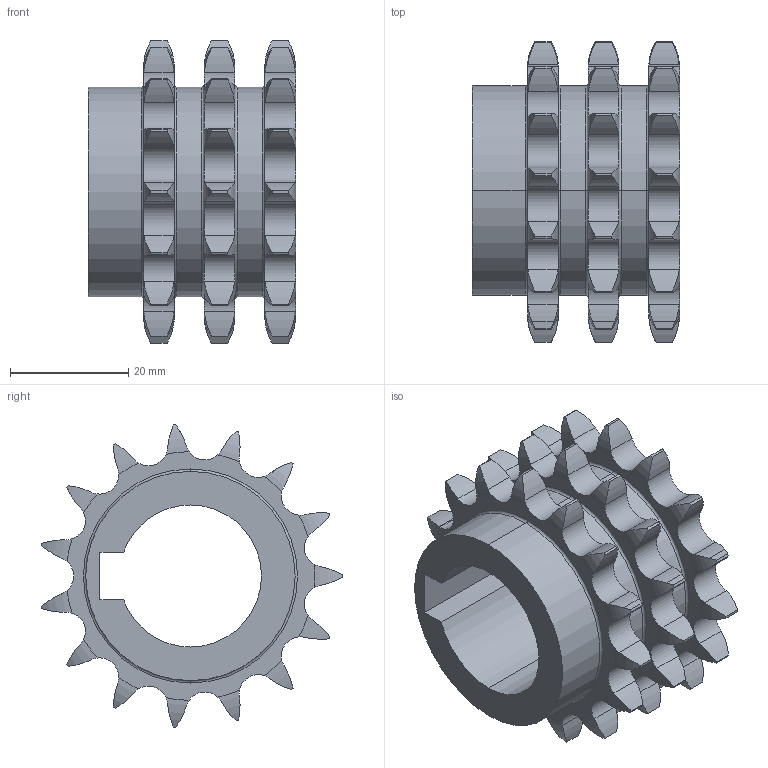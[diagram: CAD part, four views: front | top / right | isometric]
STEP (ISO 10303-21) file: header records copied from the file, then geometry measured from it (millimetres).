
FILE_DESCRIPTION (( 'STEP AP203' ), '1' );
FILE_NAME ('15Z 06B-3 layshaft.STEP', '2017-03-10T10:17:03', ( '' ), ( '' ), 'SwSTEP 2.0', 'SolidWorks 2015', '' );
FILE_SCHEMA (( 'CONFIG_CONTROL_DESIGN' ));
Length unit declared in the file: millimetre
Products named in the file (1): 15Z 06B-3 layshaft
Bounding box: 35 x 50.85 x 51.13 mm (x, y, z)
Volume: 25241.7 mm3; surface area: 12367.9 mm2
Topology: 1 solids, 1 shells, 323 faces, 938 edges, 622 vertices
Faces by surface type: cylinder 213, torus 100, plane 10
Entity records: 11905 total; most frequent: CARTESIAN_POINT 3732, ORIENTED_EDGE 1876, DIRECTION 1534, EDGE_CURVE 938, AXIS2_PLACEMENT_3D 656, VERTEX_POINT 622, B_SPLINE_CURVE_WITH_KNOTS 384, CIRCLE 332
